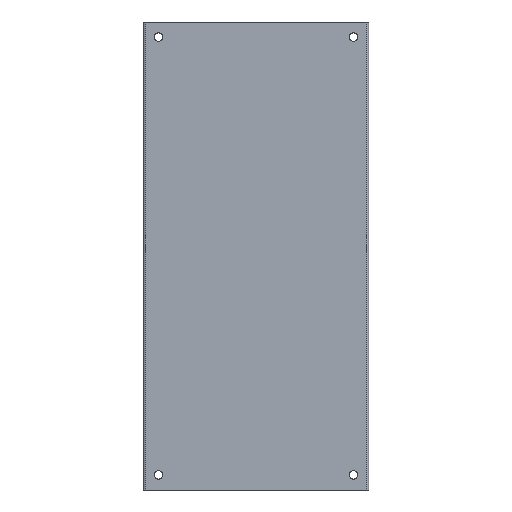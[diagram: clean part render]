
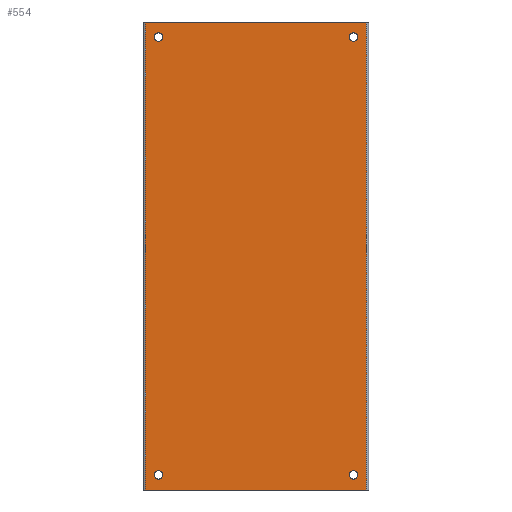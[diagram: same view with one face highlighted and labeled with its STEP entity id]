
A CAD part, front view. The second image highlights one B-rep face of the part: STEP entity #554.
In plain terms, the highlighted planar face has unit normal (0, -1, 0).
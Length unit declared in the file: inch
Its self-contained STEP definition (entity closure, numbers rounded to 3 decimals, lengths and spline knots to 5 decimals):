
#9 = FACE_BOUND ( 'NONE', #413, .T. ) ;
#27 = VERTEX_POINT ( 'NONE', #630 ) ;
#31 = CARTESIAN_POINT ( 'NONE',  ( -6.375, 0., -13.5 ) ) ;
#32 = CIRCLE ( 'NONE', #775, 0.25 ) ;
#45 = VECTOR ( 'NONE', #776, 39.37008 ) ;
#53 = FACE_OUTER_BOUND ( 'NONE', #61, .T. ) ;
#61 = EDGE_LOOP ( 'NONE', ( #406, #865, #746, #446 ) ) ;
#63 = VERTEX_POINT ( 'NONE', #698 ) ;
#79 = FACE_BOUND ( 'NONE', #899, .T. ) ;
#107 = CARTESIAN_POINT ( 'NONE',  ( -6.375, 0., 13.5 ) ) ;
#135 = DIRECTION ( 'NONE',  ( 0., 1., 0. ) ) ;
#178 = CARTESIAN_POINT ( 'NONE',  ( -5.625, 0., -12.625 ) ) ;
#179 = CARTESIAN_POINT ( 'NONE',  ( -6.5, 0., -13.5 ) ) ;
#193 = CARTESIAN_POINT ( 'NONE',  ( -5.625, 0., 12.875 ) ) ;
#206 = AXIS2_PLACEMENT_3D ( 'NONE', #924, #135, #418 ) ;
#212 = EDGE_CURVE ( 'NONE', #901, #901, #32, .T. ) ;
#224 = FACE_BOUND ( 'NONE', #297, .T. ) ;
#242 = ORIENTED_EDGE ( 'NONE', *, *, #843, .T. ) ;
#247 = DIRECTION ( 'NONE',  ( 0., 1., 0. ) ) ;
#248 = CARTESIAN_POINT ( 'NONE',  ( 6.375, 0., -13.5 ) ) ;
#250 = VERTEX_POINT ( 'NONE', #107 ) ;
#256 = CIRCLE ( 'NONE', #417, 0.25 ) ;
#293 = EDGE_CURVE ( 'NONE', #27, #27, #531, .T. ) ;
#297 = EDGE_LOOP ( 'NONE', ( #471 ) ) ;
#331 = VERTEX_POINT ( 'NONE', #193 ) ;
#335 = DIRECTION ( 'NONE',  ( 0., -1., 0. ) ) ;
#336 = EDGE_CURVE ( 'NONE', #374, #250, #486, .T. ) ;
#363 = EDGE_LOOP ( 'NONE', ( #806 ) ) ;
#374 = VERTEX_POINT ( 'NONE', #785 ) ;
#406 = ORIENTED_EDGE ( 'NONE', *, *, #586, .T. ) ;
#413 = EDGE_LOOP ( 'NONE', ( #242 ) ) ;
#415 = VECTOR ( 'NONE', #688, 39.37008 ) ;
#416 = CARTESIAN_POINT ( 'NONE',  ( 5.625, 0., 12.875 ) ) ;
#417 = AXIS2_PLACEMENT_3D ( 'NONE', #178, #610, #481 ) ;
#418 = DIRECTION ( 'NONE',  ( 0., 0., 1. ) ) ;
#422 = CARTESIAN_POINT ( 'NONE',  ( -6.5, 0., 13.5 ) ) ;
#446 = ORIENTED_EDGE ( 'NONE', *, *, #743, .T. ) ;
#471 = ORIENTED_EDGE ( 'NONE', *, *, #212, .T. ) ;
#481 = DIRECTION ( 'NONE',  ( 0., 0., 1. ) ) ;
#486 = LINE ( 'NONE', #422, #764 ) ;
#499 = CIRCLE ( 'NONE', #920, 0.25 ) ;
#526 = ORIENTED_EDGE ( 'NONE', *, *, #635, .T. ) ;
#531 = CIRCLE ( 'NONE', #206, 0.25 ) ;
#540 = CARTESIAN_POINT ( 'NONE',  ( 5.625, 0., 12.625 ) ) ;
#554 = ADVANCED_FACE ( 'NONE', ( #53, #224, #661, #9, #79 ), #757, .T. ) ;
#555 = CARTESIAN_POINT ( 'NONE',  ( -6.5, 0., -13.5 ) ) ;
#586 = EDGE_CURVE ( 'NONE', #791, #733, #693, .T. ) ;
#591 = DIRECTION ( 'NONE',  ( 0., 1., 0. ) ) ;
#610 = DIRECTION ( 'NONE',  ( 0., 1., 0. ) ) ;
#630 = CARTESIAN_POINT ( 'NONE',  ( 5.625, 0., -12.375 ) ) ;
#635 = EDGE_CURVE ( 'NONE', #331, #331, #499, .T. ) ;
#661 = FACE_BOUND ( 'NONE', #363, .T. ) ;
#662 = DIRECTION ( 'NONE',  ( 0., 0., -1. ) ) ;
#670 = CARTESIAN_POINT ( 'NONE',  ( 6.375, 0., -13.5 ) ) ;
#676 = CARTESIAN_POINT ( 'NONE',  ( -6.375, 0., -13.5 ) ) ;
#688 = DIRECTION ( 'NONE',  ( 0., 0., 1. ) ) ;
#693 = LINE ( 'NONE', #555, #45 ) ;
#698 = CARTESIAN_POINT ( 'NONE',  ( -5.625, 0., -12.375 ) ) ;
#705 = DIRECTION ( 'NONE',  ( -1., 0., 0. ) ) ;
#733 = VERTEX_POINT ( 'NONE', #248 ) ;
#743 = EDGE_CURVE ( 'NONE', #250, #791, #808, .T. ) ;
#746 = ORIENTED_EDGE ( 'NONE', *, *, #336, .T. ) ;
#747 = DIRECTION ( 'NONE',  ( 0., 0., 1. ) ) ;
#757 = PLANE ( 'NONE',  #817 ) ;
#764 = VECTOR ( 'NONE', #705, 39.37008 ) ;
#775 = AXIS2_PLACEMENT_3D ( 'NONE', #540, #247, #747 ) ;
#776 = DIRECTION ( 'NONE',  ( 1., 0., 0. ) ) ;
#781 = EDGE_CURVE ( 'NONE', #733, #374, #835, .T. ) ;
#785 = CARTESIAN_POINT ( 'NONE',  ( 6.375, 0., 13.5 ) ) ;
#791 = VERTEX_POINT ( 'NONE', #31 ) ;
#806 = ORIENTED_EDGE ( 'NONE', *, *, #293, .T. ) ;
#808 = LINE ( 'NONE', #676, #916 ) ;
#814 = DIRECTION ( 'NONE',  ( 0., 0., -1. ) ) ;
#817 = AXIS2_PLACEMENT_3D ( 'NONE', #179, #335, #662 ) ;
#835 = LINE ( 'NONE', #670, #415 ) ;
#843 = EDGE_CURVE ( 'NONE', #63, #63, #256, .T. ) ;
#865 = ORIENTED_EDGE ( 'NONE', *, *, #781, .T. ) ;
#874 = CARTESIAN_POINT ( 'NONE',  ( -5.625, 0., 12.625 ) ) ;
#878 = DIRECTION ( 'NONE',  ( 0., 0., 1. ) ) ;
#899 = EDGE_LOOP ( 'NONE', ( #526 ) ) ;
#901 = VERTEX_POINT ( 'NONE', #416 ) ;
#916 = VECTOR ( 'NONE', #814, 39.37008 ) ;
#920 = AXIS2_PLACEMENT_3D ( 'NONE', #874, #591, #878 ) ;
#924 = CARTESIAN_POINT ( 'NONE',  ( 5.625, 0., -12.625 ) ) ;
